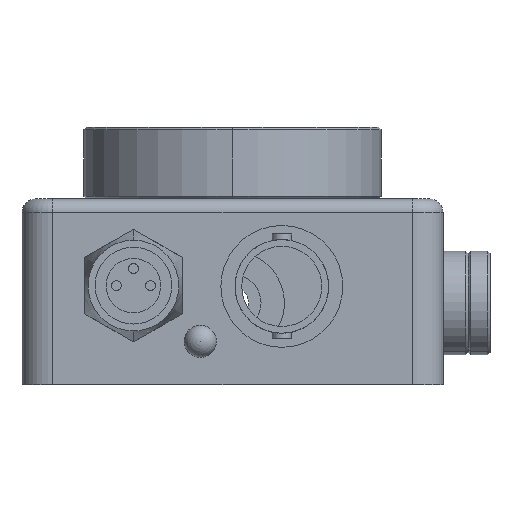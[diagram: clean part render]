
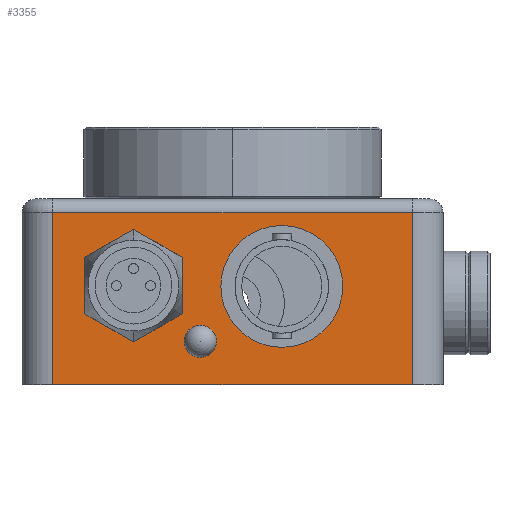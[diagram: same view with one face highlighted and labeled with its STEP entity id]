
A CAD part, front view. The second image highlights one B-rep face of the part: STEP entity #3355.
In plain terms, the highlighted planar face has unit normal (0, -1, 0).
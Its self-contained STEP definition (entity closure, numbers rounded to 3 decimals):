
#72 = DIRECTION ( 'NONE',  ( 0., -1., 0. ) ) ;
#120 = CARTESIAN_POINT ( 'NONE',  ( 11.192, -9.277, 14.492 ) ) ;
#513 = LINE ( 'NONE', #9207, #6670 ) ;
#715 = VECTOR ( 'NONE', #6978, 1000. ) ;
#748 = DIRECTION ( 'NONE',  ( 0., 0., 1. ) ) ;
#768 = ORIENTED_EDGE ( 'NONE', *, *, #14653, .T. ) ;
#804 = DIRECTION ( 'NONE',  ( 0., 1., 0. ) ) ;
#817 = CARTESIAN_POINT ( 'NONE',  ( -7.096, -9.277, 29.097 ) ) ;
#959 = PLANE ( 'NONE',  #10199 ) ;
#1015 = ORIENTED_EDGE ( 'NONE', *, *, #14899, .T. ) ;
#1300 = ORIENTED_EDGE ( 'NONE', *, *, #14602, .T. ) ;
#1332 = ORIENTED_EDGE ( 'NONE', *, *, #14849, .T. ) ;
#1359 = DIRECTION ( 'NONE',  ( 0., 0., -1. ) ) ;
#1441 = CARTESIAN_POINT ( 'NONE',  ( 32.909, -9.277, 10.047 ) ) ;
#1531 = VERTEX_POINT ( 'NONE', #15160 ) ;
#1688 = VERTEX_POINT ( 'NONE', #13624 ) ;
#1714 = CARTESIAN_POINT ( 'NONE',  ( 16.406, -9.277, 24.779 ) ) ;
#1872 = AXIS2_PLACEMENT_3D ( 'NONE', #6757, #15003, #8023 ) ;
#2083 = FACE_BOUND ( 'NONE', #14268, .T. ) ;
#2743 = DIRECTION ( 'NONE',  ( 0., 1., 0. ) ) ;
#2988 = AXIS2_PLACEMENT_3D ( 'NONE', #6527, #14788, #7809 ) ;
#3209 = AXIS2_PLACEMENT_3D ( 'NONE', #10024, #2743, #11233 ) ;
#3236 = FACE_BOUND ( 'NONE', #4975, .T. ) ;
#3284 = VERTEX_POINT ( 'NONE', #1441 ) ;
#3355 = ADVANCED_FACE ( 'NONE', ( #12346, #2083, #3236, #9037 ), #959, .F. ) ;
#3413 = CARTESIAN_POINT ( 'NONE',  ( -3.921, -9.277, 27.7 ) ) ;
#3688 = CARTESIAN_POINT ( 'NONE',  ( 4.334, -9.277, 15.191 ) ) ;
#3943 = CIRCLE ( 'NONE', #2988, 5.016 ) ;
#4014 = VERTEX_POINT ( 'NONE', #3413 ) ;
#4354 = AXIS2_PLACEMENT_3D ( 'NONE', #120, #8749, #1359 ) ;
#4455 = AXIS2_PLACEMENT_3D ( 'NONE', #7494, #72, #8699 ) ;
#4947 = CARTESIAN_POINT ( 'NONE',  ( 32.909, -9.277, 27.7 ) ) ;
#4975 = EDGE_LOOP ( 'NONE', ( #5566, #7399 ) ) ;
#5558 = EDGE_LOOP ( 'NONE', ( #6759, #6542 ) ) ;
#5566 = ORIENTED_EDGE ( 'NONE', *, *, #14800, .F. ) ;
#5767 = CARTESIAN_POINT ( 'NONE',  ( 22.743, -9.277, 24.779 ) ) ;
#5772 = CARTESIAN_POINT ( 'NONE',  ( -7.096, -9.277, 10.047 ) ) ;
#5973 = VERTEX_POINT ( 'NONE', #3688 ) ;
#6190 = ORIENTED_EDGE ( 'NONE', *, *, #14778, .T. ) ;
#6379 = ORIENTED_EDGE ( 'NONE', *, *, #14756, .T. ) ;
#6527 = CARTESIAN_POINT ( 'NONE',  ( 4.334, -9.277, 20.207 ) ) ;
#6542 = ORIENTED_EDGE ( 'NONE', *, *, #14712, .F. ) ;
#6670 = VECTOR ( 'NONE', #11536, 1000. ) ;
#6757 = CARTESIAN_POINT ( 'NONE',  ( 19.574, -9.277, 20.207 ) ) ;
#6759 = ORIENTED_EDGE ( 'NONE', *, *, #14696, .F. ) ;
#6897 = VECTOR ( 'NONE', #7116, 1000. ) ;
#6978 = DIRECTION ( 'NONE',  ( 1., 0., 0. ) ) ;
#7116 = DIRECTION ( 'NONE',  ( -1., 0., 0. ) ) ;
#7399 = ORIENTED_EDGE ( 'NONE', *, *, #14825, .F. ) ;
#7472 = CARTESIAN_POINT ( 'NONE',  ( 11.192, -9.277, 12.841 ) ) ;
#7478 = VECTOR ( 'NONE', #9106, 1000. ) ;
#7494 = CARTESIAN_POINT ( 'NONE',  ( 11.192, -9.277, 14.492 ) ) ;
#7496 = CIRCLE ( 'NONE', #4455, 1.651 ) ;
#7671 = CIRCLE ( 'NONE', #3209, 5.016 ) ;
#7809 = DIRECTION ( 'NONE',  ( 0., 0., 1. ) ) ;
#8023 = DIRECTION ( 'NONE',  ( 0., 0., -1. ) ) ;
#8293 = CARTESIAN_POINT ( 'NONE',  ( -7.096, -9.277, 27.7 ) ) ;
#8498 = DIRECTION ( 'NONE',  ( 0., 0., 1. ) ) ;
#8624 = VERTEX_POINT ( 'NONE', #4947 ) ;
#8699 = DIRECTION ( 'NONE',  ( 0., 0., -1. ) ) ;
#8749 = DIRECTION ( 'NONE',  ( 0., -1., 0. ) ) ;
#9037 = FACE_OUTER_BOUND ( 'NONE', #13927, .T. ) ;
#9106 = DIRECTION ( 'NONE',  ( -1., 0., 0. ) ) ;
#9207 = CARTESIAN_POINT ( 'NONE',  ( -3.921, -9.277, 29.097 ) ) ;
#10024 = CARTESIAN_POINT ( 'NONE',  ( 4.334, -9.277, 20.207 ) ) ;
#10199 = AXIS2_PLACEMENT_3D ( 'NONE', #817, #804, #748 ) ;
#10261 = CARTESIAN_POINT ( 'NONE',  ( 16.406, -9.277, 24.779 ) ) ;
#10603 = LINE ( 'NONE', #1714, #7478 ) ;
#11233 = DIRECTION ( 'NONE',  ( 0., 0., 1. ) ) ;
#11536 = DIRECTION ( 'NONE',  ( 0., 0., -1. ) ) ;
#12086 = VECTOR ( 'NONE', #8498, 1000. ) ;
#12346 = FACE_BOUND ( 'NONE', #5558, .T. ) ;
#13017 = CIRCLE ( 'NONE', #4354, 1.651 ) ;
#13153 = CARTESIAN_POINT ( 'NONE',  ( 32.909, -9.277, 29.097 ) ) ;
#13356 = CIRCLE ( 'NONE', #1872, 5.563 ) ;
#13521 = LINE ( 'NONE', #5772, #715 ) ;
#13546 = LINE ( 'NONE', #8293, #6897 ) ;
#13624 = CARTESIAN_POINT ( 'NONE',  ( 4.334, -9.277, 25.223 ) ) ;
#13746 = VERTEX_POINT ( 'NONE', #5767 ) ;
#13927 = EDGE_LOOP ( 'NONE', ( #768, #1300, #1332, #1015 ) ) ;
#14071 = VERTEX_POINT ( 'NONE', #7472 ) ;
#14268 = EDGE_LOOP ( 'NONE', ( #6379, #6190 ) ) ;
#14473 = VERTEX_POINT ( 'NONE', #10261 ) ;
#14602 = EDGE_CURVE ( 'NONE', #8624, #4014, #13546, .T. ) ;
#14653 = EDGE_CURVE ( 'NONE', #3284, #8624, #15168, .T. ) ;
#14696 = EDGE_CURVE ( 'NONE', #14071, #15224, #7496, .T. ) ;
#14712 = EDGE_CURVE ( 'NONE', #15224, #14071, #13017, .T. ) ;
#14756 = EDGE_CURVE ( 'NONE', #1688, #5973, #7671, .T. ) ;
#14778 = EDGE_CURVE ( 'NONE', #5973, #1688, #3943, .T. ) ;
#14788 = DIRECTION ( 'NONE',  ( 0., 1., 0. ) ) ;
#14800 = EDGE_CURVE ( 'NONE', #13746, #14473, #10603, .T. ) ;
#14825 = EDGE_CURVE ( 'NONE', #14473, #13746, #13356, .T. ) ;
#14849 = EDGE_CURVE ( 'NONE', #4014, #1531, #513, .T. ) ;
#14899 = EDGE_CURVE ( 'NONE', #1531, #3284, #13521, .T. ) ;
#15003 = DIRECTION ( 'NONE',  ( 0., -1., 0. ) ) ;
#15160 = CARTESIAN_POINT ( 'NONE',  ( -3.921, -9.277, 10.047 ) ) ;
#15168 = LINE ( 'NONE', #13153, #12086 ) ;
#15169 = CARTESIAN_POINT ( 'NONE',  ( 11.192, -9.277, 16.143 ) ) ;
#15224 = VERTEX_POINT ( 'NONE', #15169 ) ;
